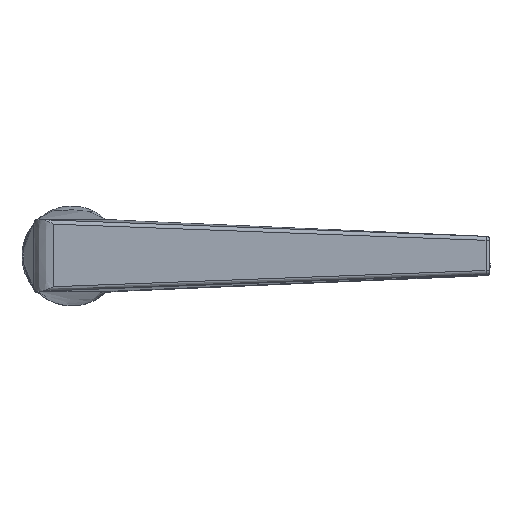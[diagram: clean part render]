
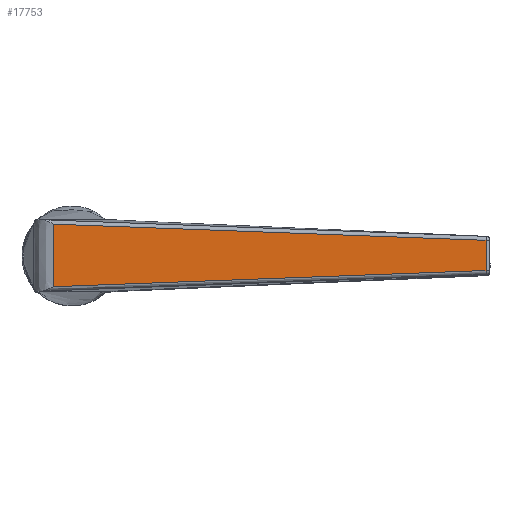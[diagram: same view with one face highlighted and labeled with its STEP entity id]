
A CAD part, top view. The second image highlights one B-rep face of the part: STEP entity #17753.
In plain terms, the highlighted planar face has unit normal (-0.004, 0, 1).
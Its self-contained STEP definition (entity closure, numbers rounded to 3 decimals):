
#495 = CARTESIAN_POINT ( 'NONE',  ( 47.691, -5.894, 64.773 ) ) ;
#1022 = LINE ( 'NONE', #8408, #7505 ) ;
#1408 = ORIENTED_EDGE ( 'NONE', *, *, #5406, .T. ) ;
#1486 = CARTESIAN_POINT ( 'NONE',  ( -4.655, -6.543, 64.565 ) ) ;
#1810 = CARTESIAN_POINT ( 'NONE',  ( 30.266, 6.546, 64.704 ) ) ;
#2316 = CARTESIAN_POINT ( 'NONE',  ( 85.228, -4.489, 64.922 ) ) ;
#2558 = CARTESIAN_POINT ( 'NONE',  ( -4.582, -7.85, 64.566 ) ) ;
#2788 = B_SPLINE_CURVE_WITH_KNOTS ( 'NONE', 3,
 ( #18200, #21487, #11251, #495, #13017, #2316, #14773 ),
 .UNSPECIFIED., .F., .F.,
 ( 4, 3, 4 ),
 ( 0.005, 0.057, 0.114 ),
 .UNSPECIFIED. ) ;
#2878 = EDGE_CURVE ( 'NONE', #11751, #7098, #22021, .T. ) ;
#3047 = CARTESIAN_POINT ( 'NONE',  ( -9.546, 0., 64.546 ) ) ;
#3595 = CARTESIAN_POINT ( 'NONE',  ( -4.582, 7.85, 64.566 ) ) ;
#4531 = VERTEX_POINT ( 'NONE', #2558 ) ;
#4737 = DIRECTION ( 'NONE',  ( 0., 1., 0. ) ) ;
#4856 = DIRECTION ( 'NONE',  ( 1., 0., 0.004 ) ) ;
#5406 = EDGE_CURVE ( 'NONE', #16165, #11751, #1022, .T. ) ;
#5541 = EDGE_CURVE ( 'NONE', #4531, #16165, #2788, .T. ) ;
#5729 = CARTESIAN_POINT ( 'NONE',  ( -4.582, 7.85, 64.566 ) ) ;
#7098 = VERTEX_POINT ( 'NONE', #5729 ) ;
#7505 = VECTOR ( 'NONE', #4737, 1000. ) ;
#8408 = CARTESIAN_POINT ( 'NONE',  ( 103.996, 0., 64.996 ) ) ;
#8911 = CARTESIAN_POINT ( 'NONE',  ( 103.236, 3.815, 64.993 ) ) ;
#8986 = CARTESIAN_POINT ( 'NONE',  ( 103.996, 3.787, 64.996 ) ) ;
#10446 = CARTESIAN_POINT ( 'NONE',  ( -4.819, -1.309, 64.565 ) ) ;
#10762 = CARTESIAN_POINT ( 'NONE',  ( 83.708, 4.546, 64.916 ) ) ;
#11251 = CARTESIAN_POINT ( 'NONE',  ( 30.266, -6.546, 64.704 ) ) ;
#11751 = VERTEX_POINT ( 'NONE', #14285 ) ;
#11981 = PLANE ( 'NONE',  #13080 ) ;
#12197 = CARTESIAN_POINT ( 'NONE',  ( -4.715, -5.235, 64.565 ) ) ;
#12344 = B_SPLINE_CURVE_WITH_KNOTS ( 'NONE', 3,
 ( #19114, #17315, #20844, #10446, #22597, #12197, #1486, #13957 ),
 .UNSPECIFIED., .F., .F.,
 ( 4, 2, 2, 4 ),
 ( 0., 0.008, 0.012, 0.016 ),
 .UNSPECIFIED. ) ;
#12515 = CARTESIAN_POINT ( 'NONE',  ( 47.691, 5.894, 64.773 ) ) ;
#12530 = FACE_OUTER_BOUND ( 'NONE', #13745, .T. ) ;
#12689 = EDGE_CURVE ( 'NONE', #7098, #4531, #12344, .T. ) ;
#13017 = CARTESIAN_POINT ( 'NONE',  ( 66.459, -5.191, 64.847 ) ) ;
#13080 = AXIS2_PLACEMENT_3D ( 'NONE', #3047, #15518, #4856 ) ;
#13468 = ORIENTED_EDGE ( 'NONE', *, *, #12689, .T. ) ;
#13745 = EDGE_LOOP ( 'NONE', ( #16742, #1408, #18615, #13468 ) ) ;
#13957 = CARTESIAN_POINT ( 'NONE',  ( -4.582, -7.85, 64.566 ) ) ;
#14285 = CARTESIAN_POINT ( 'NONE',  ( 103.996, 3.787, 64.996 ) ) ;
#14288 = CARTESIAN_POINT ( 'NONE',  ( 12.842, 7.198, 64.635 ) ) ;
#14773 = CARTESIAN_POINT ( 'NONE',  ( 103.996, -3.787, 64.996 ) ) ;
#15518 = DIRECTION ( 'NONE',  ( -0.004, 0., 1. ) ) ;
#16165 = VERTEX_POINT ( 'NONE', #16633 ) ;
#16633 = CARTESIAN_POINT ( 'NONE',  ( 103.996, -3.787, 64.996 ) ) ;
#16742 = ORIENTED_EDGE ( 'NONE', *, *, #5541, .T. ) ;
#17315 = CARTESIAN_POINT ( 'NONE',  ( -4.728, 5.236, 64.565 ) ) ;
#17753 = ADVANCED_FACE ( 'NONE', ( #12530 ), #11981, .T. ) ;
#18200 = CARTESIAN_POINT ( 'NONE',  ( -4.582, -7.85, 64.566 ) ) ;
#18615 = ORIENTED_EDGE ( 'NONE', *, *, #2878, .T. ) ;
#19114 = CARTESIAN_POINT ( 'NONE',  ( -4.582, 7.85, 64.566 ) ) ;
#19434 = CARTESIAN_POINT ( 'NONE',  ( 102.477, 3.844, 64.99 ) ) ;
#20844 = CARTESIAN_POINT ( 'NONE',  ( -4.819, 2.618, 64.565 ) ) ;
#21154 = CARTESIAN_POINT ( 'NONE',  ( 101.717, 3.872, 64.987 ) ) ;
#21487 = CARTESIAN_POINT ( 'NONE',  ( 12.842, -7.198, 64.635 ) ) ;
#22021 = B_SPLINE_CURVE_WITH_KNOTS ( 'NONE', 3,
 ( #8986, #8911, #19434, #21154, #10762, #22922, #12515, #1810, #14288, #3595 ),
 .UNSPECIFIED., .F., .F.,
 ( 4, 3, 3, 4 ),
 ( 0.001, 0.003, 0.057, 0.11 ),
 .UNSPECIFIED. ) ;
#22597 = CARTESIAN_POINT ( 'NONE',  ( -4.797, -2.618, 64.565 ) ) ;
#22922 = CARTESIAN_POINT ( 'NONE',  ( 65.699, 5.22, 64.844 ) ) ;
